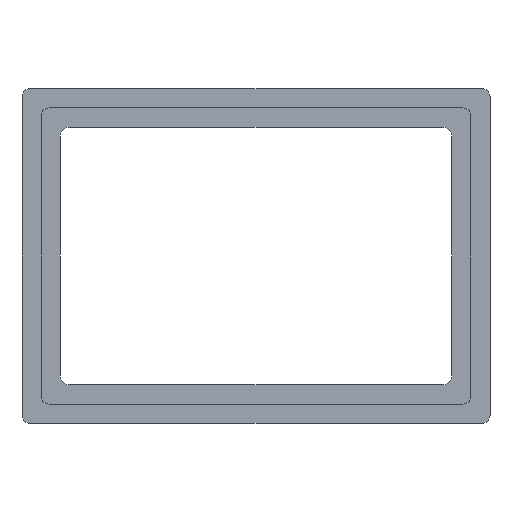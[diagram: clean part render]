
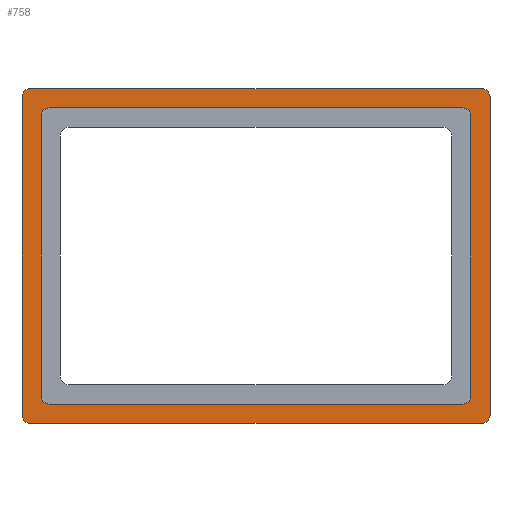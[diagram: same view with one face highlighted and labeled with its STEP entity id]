
A CAD part, front view. The second image highlights one B-rep face of the part: STEP entity #758.
In plain terms, the highlighted planar face has unit normal (0, -1, 0).
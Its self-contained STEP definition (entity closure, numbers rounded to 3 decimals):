
#22=FACE_BOUND('',#126,.T.);
#42=PLANE('',#853);
#82=FACE_OUTER_BOUND('',#125,.T.);
#125=EDGE_LOOP('',(#683,#684,#685,#686,#687,#688,#689,#690));
#126=EDGE_LOOP('',(#691,#692,#693,#694,#695,#696,#697,#698));
#167=LINE('',#1232,#235);
#172=LINE('',#1246,#240);
#176=LINE('',#1258,#244);
#180=LINE('',#1270,#248);
#183=LINE('',#1281,#251);
#187=LINE('',#1290,#255);
#190=LINE('',#1298,#258);
#193=LINE('',#1306,#261);
#235=VECTOR('',#1001,10.);
#240=VECTOR('',#1014,10.);
#244=VECTOR('',#1026,10.);
#248=VECTOR('',#1038,10.);
#251=VECTOR('',#1051,10.);
#255=VECTOR('',#1061,10.);
#258=VECTOR('',#1070,10.);
#261=VECTOR('',#1079,10.);
#291=CIRCLE('',#826,2.5);
#293=CIRCLE('',#830,2.5);
#295=CIRCLE('',#834,2.5);
#297=CIRCLE('',#838,2.5);
#299=CIRCLE('',#843,2.5);
#300=CIRCLE('',#846,2.5);
#301=CIRCLE('',#849,2.5);
#302=CIRCLE('',#852,2.5);
#351=VERTEX_POINT('',#1230);
#352=VERTEX_POINT('',#1231);
#355=VERTEX_POINT('',#1239);
#357=VERTEX_POINT('',#1245);
#359=VERTEX_POINT('',#1251);
#361=VERTEX_POINT('',#1257);
#363=VERTEX_POINT('',#1263);
#365=VERTEX_POINT('',#1269);
#367=VERTEX_POINT('',#1279);
#368=VERTEX_POINT('',#1280);
#369=VERTEX_POINT('',#1285);
#370=VERTEX_POINT('',#1289);
#371=VERTEX_POINT('',#1293);
#372=VERTEX_POINT('',#1297);
#373=VERTEX_POINT('',#1301);
#374=VERTEX_POINT('',#1305);
#443=EDGE_CURVE('',#351,#352,#167,.T.);
#447=EDGE_CURVE('',#352,#355,#291,.T.);
#450=EDGE_CURVE('',#355,#357,#172,.T.);
#453=EDGE_CURVE('',#357,#359,#293,.T.);
#456=EDGE_CURVE('',#359,#361,#176,.T.);
#459=EDGE_CURVE('',#361,#363,#295,.T.);
#462=EDGE_CURVE('',#363,#365,#180,.T.);
#465=EDGE_CURVE('',#365,#351,#297,.T.);
#467=EDGE_CURVE('',#367,#368,#183,.T.);
#470=EDGE_CURVE('',#369,#367,#299,.T.);
#472=EDGE_CURVE('',#370,#369,#187,.T.);
#474=EDGE_CURVE('',#371,#370,#300,.T.);
#476=EDGE_CURVE('',#372,#371,#190,.T.);
#478=EDGE_CURVE('',#373,#372,#301,.T.);
#480=EDGE_CURVE('',#374,#373,#193,.T.);
#482=EDGE_CURVE('',#368,#374,#302,.T.);
#683=ORIENTED_EDGE('',*,*,#482,.F.);
#684=ORIENTED_EDGE('',*,*,#467,.F.);
#685=ORIENTED_EDGE('',*,*,#470,.F.);
#686=ORIENTED_EDGE('',*,*,#472,.F.);
#687=ORIENTED_EDGE('',*,*,#474,.F.);
#688=ORIENTED_EDGE('',*,*,#476,.F.);
#689=ORIENTED_EDGE('',*,*,#478,.F.);
#690=ORIENTED_EDGE('',*,*,#480,.F.);
#691=ORIENTED_EDGE('',*,*,#443,.T.);
#692=ORIENTED_EDGE('',*,*,#447,.T.);
#693=ORIENTED_EDGE('',*,*,#450,.T.);
#694=ORIENTED_EDGE('',*,*,#453,.T.);
#695=ORIENTED_EDGE('',*,*,#456,.T.);
#696=ORIENTED_EDGE('',*,*,#459,.T.);
#697=ORIENTED_EDGE('',*,*,#462,.T.);
#698=ORIENTED_EDGE('',*,*,#465,.T.);
#758=ADVANCED_FACE('',(#82,#22),#42,.F.);
#826=AXIS2_PLACEMENT_3D('',#1240,#1007,#1008);
#830=AXIS2_PLACEMENT_3D('',#1252,#1019,#1020);
#834=AXIS2_PLACEMENT_3D('',#1264,#1031,#1032);
#838=AXIS2_PLACEMENT_3D('',#1275,#1043,#1044);
#843=AXIS2_PLACEMENT_3D('',#1286,#1056,#1057);
#846=AXIS2_PLACEMENT_3D('',#1294,#1065,#1066);
#849=AXIS2_PLACEMENT_3D('',#1302,#1074,#1075);
#852=AXIS2_PLACEMENT_3D('',#1309,#1083,#1084);
#853=AXIS2_PLACEMENT_3D('',#1310,#1085,#1086);
#1001=DIRECTION('',(1.,0.,0.));
#1007=DIRECTION('center_axis',(0.,1.,0.));
#1008=DIRECTION('ref_axis',(0.,0.,1.));
#1014=DIRECTION('',(0.,0.,-1.));
#1019=DIRECTION('center_axis',(0.,1.,0.));
#1020=DIRECTION('ref_axis',(1.,0.,0.));
#1026=DIRECTION('',(-1.,0.,0.));
#1031=DIRECTION('center_axis',(0.,1.,0.));
#1032=DIRECTION('ref_axis',(0.,0.,-1.));
#1038=DIRECTION('',(0.,0.,1.));
#1043=DIRECTION('center_axis',(0.,1.,0.));
#1044=DIRECTION('ref_axis',(-1.,0.,0.));
#1051=DIRECTION('',(-1.,0.,0.));
#1056=DIRECTION('center_axis',(0.,1.,0.));
#1057=DIRECTION('ref_axis',(1.,0.,0.));
#1061=DIRECTION('',(0.,0.,-1.));
#1065=DIRECTION('center_axis',(0.,1.,0.));
#1066=DIRECTION('ref_axis',(0.,0.,1.));
#1070=DIRECTION('',(1.,0.,0.));
#1074=DIRECTION('center_axis',(0.,1.,0.));
#1075=DIRECTION('ref_axis',(-1.,0.,0.));
#1079=DIRECTION('',(0.,0.,1.));
#1083=DIRECTION('center_axis',(0.,1.,0.));
#1084=DIRECTION('ref_axis',(0.,0.,-1.));
#1085=DIRECTION('center_axis',(0.,1.,0.));
#1086=DIRECTION('ref_axis',(-1.,0.,0.));
#1230=CARTESIAN_POINT('',(45.25,-3.,270.5));
#1231=CARTESIAN_POINT('',(175.25,-3.,270.5));
#1232=CARTESIAN_POINT('',(142.75,-3.,270.5));
#1239=CARTESIAN_POINT('',(177.75,-3.,268.));
#1240=CARTESIAN_POINT('Origin',(175.25,-3.,268.));
#1245=CARTESIAN_POINT('',(177.75,-3.,180.));
#1246=CARTESIAN_POINT('',(177.75,-3.,202.));
#1251=CARTESIAN_POINT('',(175.25,-3.,177.5));
#1252=CARTESIAN_POINT('Origin',(175.25,-3.,180.));
#1257=CARTESIAN_POINT('',(45.25,-3.,177.5));
#1258=CARTESIAN_POINT('',(77.75,-3.,177.5));
#1263=CARTESIAN_POINT('',(42.75,-3.,180.));
#1264=CARTESIAN_POINT('Origin',(45.25,-3.,180.));
#1269=CARTESIAN_POINT('',(42.75,-3.,268.));
#1270=CARTESIAN_POINT('',(42.75,-3.,246.));
#1275=CARTESIAN_POINT('Origin',(45.25,-3.,268.));
#1279=CARTESIAN_POINT('',(181.25,-3.,171.5));
#1280=CARTESIAN_POINT('',(39.25,-3.,171.5));
#1281=CARTESIAN_POINT('',(181.25,-3.,171.5));
#1285=CARTESIAN_POINT('',(183.75,-3.,174.));
#1286=CARTESIAN_POINT('Origin',(181.25,-3.,174.));
#1289=CARTESIAN_POINT('',(183.75,-3.,274.));
#1290=CARTESIAN_POINT('',(183.75,-3.,274.));
#1293=CARTESIAN_POINT('',(181.25,-3.,276.5));
#1294=CARTESIAN_POINT('Origin',(181.25,-3.,274.));
#1297=CARTESIAN_POINT('',(39.25,-3.,276.5));
#1298=CARTESIAN_POINT('',(39.25,-3.,276.5));
#1301=CARTESIAN_POINT('',(36.75,-3.,274.));
#1302=CARTESIAN_POINT('Origin',(39.25,-3.,274.));
#1305=CARTESIAN_POINT('',(36.75,-3.,174.));
#1306=CARTESIAN_POINT('',(36.75,-3.,174.));
#1309=CARTESIAN_POINT('Origin',(39.25,-3.,174.));
#1310=CARTESIAN_POINT('Origin',(110.25,-3.,224.));
